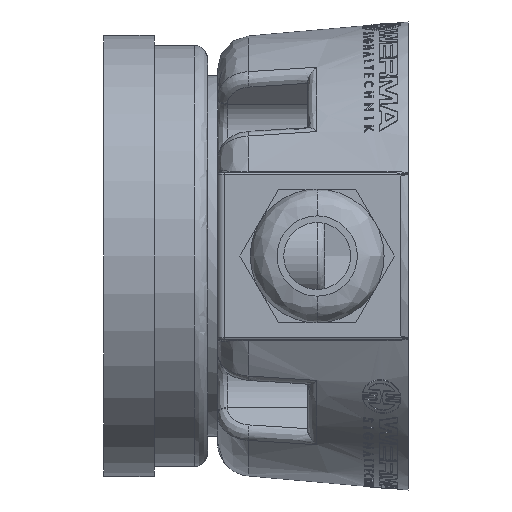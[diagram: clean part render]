
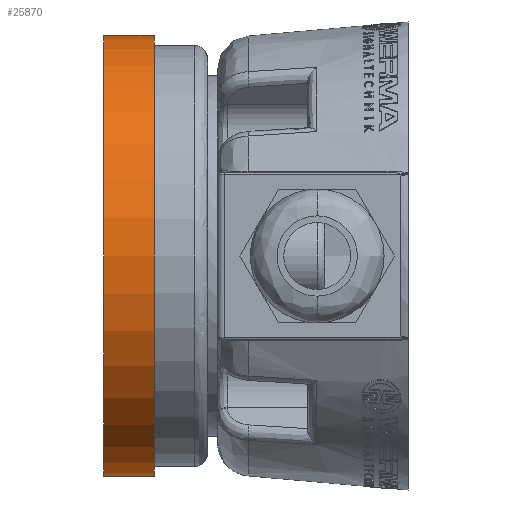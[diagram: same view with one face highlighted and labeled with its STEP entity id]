
A CAD part, left-side view. The second image highlights one B-rep face of the part: STEP entity #25870.
In plain terms, the highlighted cylindrical face has radius 33 mm (diameter 66 mm), a partial arc.
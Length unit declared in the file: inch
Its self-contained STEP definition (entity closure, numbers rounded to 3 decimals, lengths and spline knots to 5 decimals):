
#2682 = VERTEX_POINT ( 'NONE', #25897 ) ;
#4503 = VECTOR ( 'NONE', #36851, 39.37008 ) ;
#5174 = ORIENTED_EDGE ( 'NONE', *, *, #44488, .F. ) ;
#5215 = CIRCLE ( 'NONE', #11233, 1.29921 ) ;
#5378 = DIRECTION ( 'NONE',  ( 0., 1., 0. ) ) ;
#5864 = LINE ( 'NONE', #32787, #4503 ) ;
#6485 = ORIENTED_EDGE ( 'NONE', *, *, #22759, .F. ) ;
#6635 = CARTESIAN_POINT ( 'NONE',  ( 0., 0.37402, -1.29921 ) ) ;
#7687 = CARTESIAN_POINT ( 'NONE',  ( 0., 0.37402, 1.29921 ) ) ;
#7799 = FACE_OUTER_BOUND ( 'NONE', #45116, .T. ) ;
#10099 = CARTESIAN_POINT ( 'NONE',  ( 0., 0.66929, 1.29921 ) ) ;
#10968 = DIRECTION ( 'NONE',  ( 0., -1., 0. ) ) ;
#11233 = AXIS2_PLACEMENT_3D ( 'NONE', #21349, #50934, #25580 ) ;
#11360 = LINE ( 'NONE', #51626, #21191 ) ;
#17918 = VERTEX_POINT ( 'NONE', #10099 ) ;
#21191 = VECTOR ( 'NONE', #5378, 39.37008 ) ;
#21349 = CARTESIAN_POINT ( 'NONE',  ( 0., 0.37402, 0. ) ) ;
#22759 = EDGE_CURVE ( 'NONE', #29030, #2682, #5864, .T. ) ;
#23649 = CYLINDRICAL_SURFACE ( 'NONE', #29329, 1.29921 ) ;
#23783 = AXIS2_PLACEMENT_3D ( 'NONE', #36178, #10968, #40496 ) ;
#25580 = DIRECTION ( 'NONE',  ( 0., 0., 1. ) ) ;
#25870 = ADVANCED_FACE ( 'NONE', ( #7799 ), #23649, .T. ) ;
#25897 = CARTESIAN_POINT ( 'NONE',  ( 0., 0.66929, -1.29921 ) ) ;
#27086 = VERTEX_POINT ( 'NONE', #7687 ) ;
#29030 = VERTEX_POINT ( 'NONE', #6635 ) ;
#29329 = AXIS2_PLACEMENT_3D ( 'NONE', #52590, #31208, #52775 ) ;
#31208 = DIRECTION ( 'NONE',  ( 0., 1., 0. ) ) ;
#32787 = CARTESIAN_POINT ( 'NONE',  ( 0., 0.52165, -1.29921 ) ) ;
#36178 = CARTESIAN_POINT ( 'NONE',  ( 0., 0.66929, 0. ) ) ;
#36851 = DIRECTION ( 'NONE',  ( 0., 1., 0. ) ) ;
#39542 = ORIENTED_EDGE ( 'NONE', *, *, #43814, .T. ) ;
#40496 = DIRECTION ( 'NONE',  ( 0., 0., 1. ) ) ;
#43490 = ORIENTED_EDGE ( 'NONE', *, *, #47493, .T. ) ;
#43814 = EDGE_CURVE ( 'NONE', #17918, #2682, #46992, .T. ) ;
#44488 = EDGE_CURVE ( 'NONE', #27086, #29030, #5215, .T. ) ;
#45116 = EDGE_LOOP ( 'NONE', ( #6485, #5174, #43490, #39542 ) ) ;
#46992 = CIRCLE ( 'NONE', #23783, 1.29921 ) ;
#47493 = EDGE_CURVE ( 'NONE', #27086, #17918, #11360, .T. ) ;
#50934 = DIRECTION ( 'NONE',  ( 0., -1., 0. ) ) ;
#51626 = CARTESIAN_POINT ( 'NONE',  ( 0., 0.52165, 1.29921 ) ) ;
#52590 = CARTESIAN_POINT ( 'NONE',  ( 0., 0.52165, 0. ) ) ;
#52775 = DIRECTION ( 'NONE',  ( 0., 0., 1. ) ) ;
